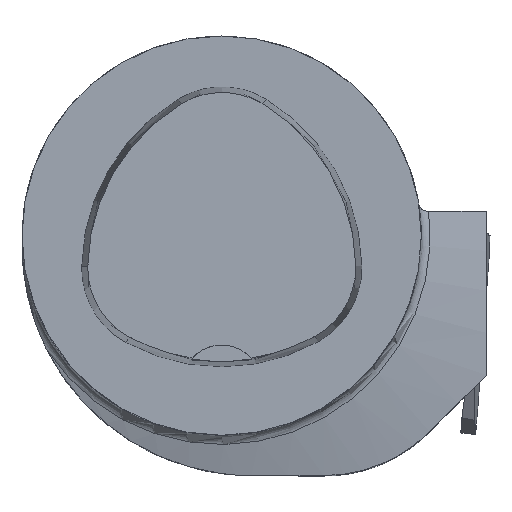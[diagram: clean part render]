
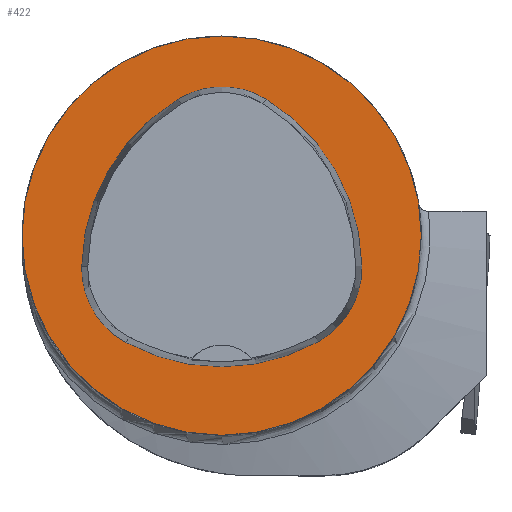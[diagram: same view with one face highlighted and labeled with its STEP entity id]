
A CAD part, top view. The second image highlights one B-rep face of the part: STEP entity #422.
In plain terms, the highlighted planar face has unit normal (0, 0, 1).
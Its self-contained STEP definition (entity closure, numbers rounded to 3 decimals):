
#150=FACE_BOUND('',#782,.T.);
#151=FACE_BOUND('',#783,.T.);
#233=CIRCLE('',#2665,20.);
#238=CIRCLE('',#2697,20.);
#240=CIRCLE('',#2700,8.5);
#242=CIRCLE('',#2703,20.);
#244=CIRCLE('',#2706,8.5);
#247=CIRCLE('',#2710,20.);
#250=CIRCLE('',#2714,8.5);
#422=ADVANCED_FACE('',(#150,#151),#552,.T.);
#552=PLANE('',#2719);
#782=EDGE_LOOP('',(#1080,#1081,#1082,#1083,#1084,#1085));
#783=EDGE_LOOP('',(#1086));
#1080=ORIENTED_EDGE('',*,*,#1968,.F.);
#1081=ORIENTED_EDGE('',*,*,#1963,.F.);
#1082=ORIENTED_EDGE('',*,*,#1958,.F.);
#1083=ORIENTED_EDGE('',*,*,#1955,.F.);
#1084=ORIENTED_EDGE('',*,*,#1952,.F.);
#1085=ORIENTED_EDGE('',*,*,#1948,.F.);
#1086=ORIENTED_EDGE('',*,*,#1886,.T.);
#1650=VERTEX_POINT('',#3660);
#1695=VERTEX_POINT('',#3883);
#1696=VERTEX_POINT('',#3884);
#1699=VERTEX_POINT('',#3892);
#1701=VERTEX_POINT('',#3898);
#1703=VERTEX_POINT('',#3904);
#1707=VERTEX_POINT('',#3917);
#1886=EDGE_CURVE('',#1650,#1650,#233,.T.);
#1948=EDGE_CURVE('',#1695,#1696,#238,.T.);
#1952=EDGE_CURVE('',#1696,#1699,#240,.T.);
#1955=EDGE_CURVE('',#1699,#1701,#242,.T.);
#1958=EDGE_CURVE('',#1701,#1703,#244,.T.);
#1963=EDGE_CURVE('',#1703,#1707,#247,.T.);
#1968=EDGE_CURVE('',#1707,#1695,#250,.T.);
#2665=AXIS2_PLACEMENT_3D('',#3659,#2957,#2958);
#2697=AXIS2_PLACEMENT_3D('',#3882,#3052,#3053);
#2700=AXIS2_PLACEMENT_3D('',#3891,#3060,#3061);
#2703=AXIS2_PLACEMENT_3D('',#3897,#3067,#3068);
#2706=AXIS2_PLACEMENT_3D('',#3903,#3074,#3075);
#2710=AXIS2_PLACEMENT_3D('',#3916,#3083,#3084);
#2714=AXIS2_PLACEMENT_3D('',#3929,#3092,#3093);
#2719=AXIS2_PLACEMENT_3D('',#3934,#3102,#3103);
#2957=DIRECTION('',(0.,0.,1.));
#2958=DIRECTION('',(1.,0.,0.));
#3052=DIRECTION('',(0.,0.,1.));
#3053=DIRECTION('',(1.,0.,0.));
#3060=DIRECTION('',(0.,0.,1.));
#3061=DIRECTION('',(1.,0.,0.));
#3067=DIRECTION('',(0.,0.,1.));
#3068=DIRECTION('',(1.,0.,0.));
#3074=DIRECTION('',(0.,0.,1.));
#3075=DIRECTION('',(1.,0.,0.));
#3083=DIRECTION('',(0.,0.,1.));
#3084=DIRECTION('',(1.,0.,0.));
#3092=DIRECTION('',(0.,0.,1.));
#3093=DIRECTION('',(1.,0.,0.));
#3102=DIRECTION('',(0.,0.,1.));
#3103=DIRECTION('',(1.,0.,0.));
#3659=CARTESIAN_POINT('',(0.,0.,0.));
#3660=CARTESIAN_POINT('',(20.,0.,0.));
#3882=CARTESIAN_POINT('',(-5.955,-3.414,0.));
#3883=CARTESIAN_POINT('',(14.041,-3.042,0.));
#3884=CARTESIAN_POINT('',(4.472,13.653,0.));
#3891=CARTESIAN_POINT('',(0.04,6.4,0.));
#3892=CARTESIAN_POINT('',(-4.347,13.68,0.));
#3897=CARTESIAN_POINT('',(5.976,-3.45,0.));
#3898=CARTESIAN_POINT('',(-14.021,-3.075,0.));
#3903=CARTESIAN_POINT('',(-5.522,-3.235,0.));
#3904=CARTESIAN_POINT('',(-9.588,-10.699,0.));
#3916=CARTESIAN_POINT('',(-0.022,6.864,0.));
#3917=CARTESIAN_POINT('',(9.655,-10.639,0.));
#3929=CARTESIAN_POINT('',(5.543,-3.2,0.));
#3934=CARTESIAN_POINT('',(0.,0.,0.));
